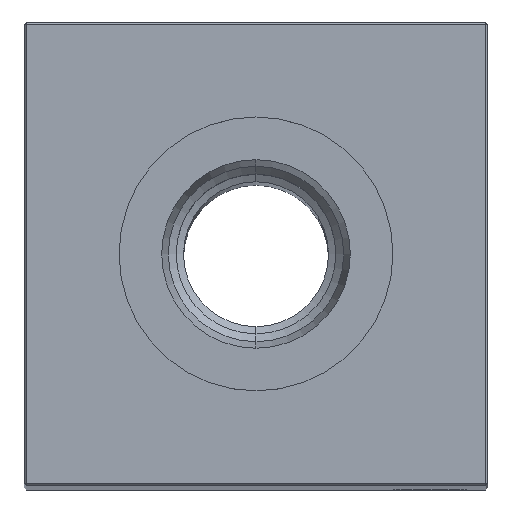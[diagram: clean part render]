
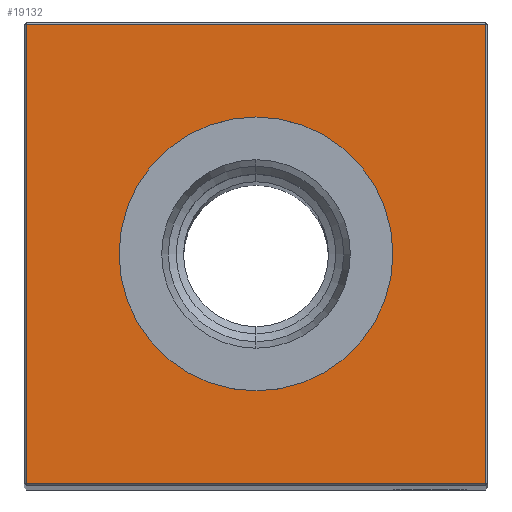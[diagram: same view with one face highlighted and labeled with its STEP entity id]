
A CAD part, top view. The second image highlights one B-rep face of the part: STEP entity #19132.
In plain terms, the highlighted planar face has unit normal (0, 0, 1).
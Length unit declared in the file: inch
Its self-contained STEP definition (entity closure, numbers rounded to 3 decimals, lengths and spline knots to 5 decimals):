
#423 = EDGE_CURVE ( 'NONE', #4171, #15354, #3193, .T. ) ;
#535 = CARTESIAN_POINT ( 'NONE',  ( 0., -0.59055, 10.25 ) ) ;
#557 = DIRECTION ( 'NONE',  ( -1., 0., 0. ) ) ;
#634 = CARTESIAN_POINT ( 'NONE',  ( 0.99, 0.99, 10.25 ) ) ;
#1937 = VECTOR ( 'NONE', #2874, 39.37008 ) ;
#2874 = DIRECTION ( 'NONE',  ( 0., 1., 0. ) ) ;
#2893 = ORIENTED_EDGE ( 'NONE', *, *, #423, .T. ) ;
#3009 = LINE ( 'NONE', #7059, #1937 ) ;
#3077 = CARTESIAN_POINT ( 'NONE',  ( 0., 0., 10.25 ) ) ;
#3193 = LINE ( 'NONE', #23992, #19330 ) ;
#4171 = VERTEX_POINT ( 'NONE', #25315 ) ;
#4660 = VERTEX_POINT ( 'NONE', #634 ) ;
#6098 = EDGE_LOOP ( 'NONE', ( #22410, #9478 ) ) ;
#6190 = DIRECTION ( 'NONE',  ( 0., -1., 0. ) ) ;
#7059 = CARTESIAN_POINT ( 'NONE',  ( 0.99, 0., 10.25 ) ) ;
#7454 = DIRECTION ( 'NONE',  ( -1., 0., 0. ) ) ;
#9478 = ORIENTED_EDGE ( 'NONE', *, *, #24217, .T. ) ;
#10245 = DIRECTION ( 'NONE',  ( 0., 0., -1. ) ) ;
#10507 = LINE ( 'NONE', #14424, #15450 ) ;
#10527 = CARTESIAN_POINT ( 'NONE',  ( -0.99, 0.99, 10.25 ) ) ;
#10529 = VECTOR ( 'NONE', #23472, 39.37008 ) ;
#11928 = VERTEX_POINT ( 'NONE', #535 ) ;
#12232 = CARTESIAN_POINT ( 'NONE',  ( 0., 0.59055, 10.25 ) ) ;
#12709 = FACE_OUTER_BOUND ( 'NONE', #25849, .T. ) ;
#12843 = PLANE ( 'NONE',  #18886 ) ;
#13107 = CARTESIAN_POINT ( 'NONE',  ( 0., 0.99, 10.25 ) ) ;
#13213 = AXIS2_PLACEMENT_3D ( 'NONE', #19616, #17654, #7454 ) ;
#14043 = CIRCLE ( 'NONE', #13213, 0.59055 ) ;
#14116 = ORIENTED_EDGE ( 'NONE', *, *, #17149, .T. ) ;
#14424 = CARTESIAN_POINT ( 'NONE',  ( -0.99, 0., 10.25 ) ) ;
#14565 = VERTEX_POINT ( 'NONE', #12232 ) ;
#14687 = EDGE_CURVE ( 'NONE', #14565, #11928, #21336, .T. ) ;
#15354 = VERTEX_POINT ( 'NONE', #20447 ) ;
#15450 = VECTOR ( 'NONE', #6190, 39.37008 ) ;
#15945 = ORIENTED_EDGE ( 'NONE', *, *, #19382, .T. ) ;
#16909 = LINE ( 'NONE', #13107, #10529 ) ;
#16945 = DIRECTION ( 'NONE',  ( -1., 0., 0. ) ) ;
#17075 = DIRECTION ( 'NONE',  ( 0., 0., -1. ) ) ;
#17149 = EDGE_CURVE ( 'NONE', #19045, #4171, #10507, .T. ) ;
#17654 = DIRECTION ( 'NONE',  ( 0., 0., -1. ) ) ;
#18886 = AXIS2_PLACEMENT_3D ( 'NONE', #22428, #10245, #557 ) ;
#19045 = VERTEX_POINT ( 'NONE', #10527 ) ;
#19132 = ADVANCED_FACE ( 'NONE', ( #12709, #20321 ), #12843, .F. ) ;
#19330 = VECTOR ( 'NONE', #25447, 39.37008 ) ;
#19382 = EDGE_CURVE ( 'NONE', #4660, #19045, #16909, .T. ) ;
#19616 = CARTESIAN_POINT ( 'NONE',  ( 0., 0., 10.25 ) ) ;
#20321 = FACE_BOUND ( 'NONE', #6098, .T. ) ;
#20447 = CARTESIAN_POINT ( 'NONE',  ( 0.99, -0.99, 10.25 ) ) ;
#21336 = CIRCLE ( 'NONE', #22170, 0.59055 ) ;
#22170 = AXIS2_PLACEMENT_3D ( 'NONE', #3077, #17075, #16945 ) ;
#22410 = ORIENTED_EDGE ( 'NONE', *, *, #14687, .T. ) ;
#22428 = CARTESIAN_POINT ( 'NONE',  ( 0., 0., 10.25 ) ) ;
#23248 = ORIENTED_EDGE ( 'NONE', *, *, #24817, .T. ) ;
#23472 = DIRECTION ( 'NONE',  ( -1., 0., 0. ) ) ;
#23992 = CARTESIAN_POINT ( 'NONE',  ( 0., -0.99, 10.25 ) ) ;
#24217 = EDGE_CURVE ( 'NONE', #11928, #14565, #14043, .T. ) ;
#24817 = EDGE_CURVE ( 'NONE', #15354, #4660, #3009, .T. ) ;
#25315 = CARTESIAN_POINT ( 'NONE',  ( -0.99, -0.99, 10.25 ) ) ;
#25447 = DIRECTION ( 'NONE',  ( 1., 0., 0. ) ) ;
#25849 = EDGE_LOOP ( 'NONE', ( #14116, #2893, #23248, #15945 ) ) ;
